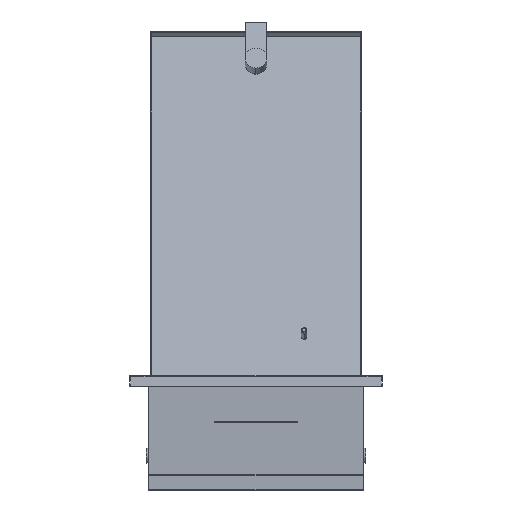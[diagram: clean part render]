
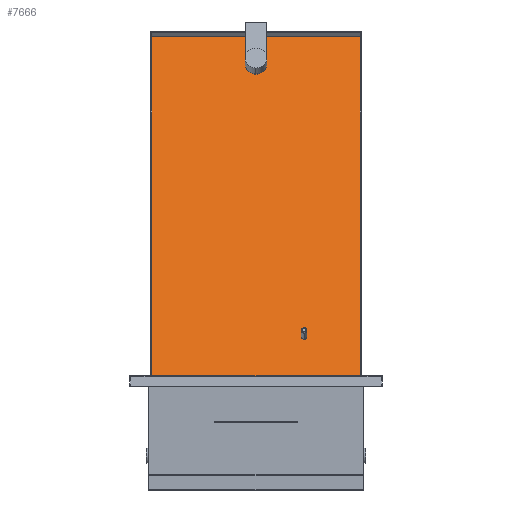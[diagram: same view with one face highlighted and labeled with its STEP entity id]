
A CAD part, left-side view. The second image highlights one B-rep face of the part: STEP entity #7666.
In plain terms, the highlighted face is planar.
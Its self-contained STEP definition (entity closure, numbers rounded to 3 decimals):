
#115 = CARTESIAN_POINT ( 'NONE',  ( 135., -50.5, -1. ) ) ;
#312 = EDGE_LOOP ( 'NONE', ( #7598, #10380 ) ) ;
#516 = CARTESIAN_POINT ( 'NONE',  ( -178.5, 0., -1. ) ) ;
#940 = VERTEX_POINT ( 'NONE', #2019 ) ;
#1230 = DIRECTION ( 'NONE',  ( 0., 0., 1. ) ) ;
#1303 = VECTOR ( 'NONE', #6338, 1000. ) ;
#1434 = EDGE_CURVE ( 'NONE', #940, #9299, #10498, .T. ) ;
#1724 = CIRCLE ( 'NONE', #1966, 3. ) ;
#1860 = PLANE ( 'NONE',  #2312 ) ;
#1966 = AXIS2_PLACEMENT_3D ( 'NONE', #11264, #12962, #11681 ) ;
#2019 = CARTESIAN_POINT ( 'NONE',  ( -197., 109.5, -1. ) ) ;
#2219 = CARTESIAN_POINT ( 'NONE',  ( 0., -109.5, -1. ) ) ;
#2263 = FACE_BOUND ( 'NONE', #312, .T. ) ;
#2312 = AXIS2_PLACEMENT_3D ( 'NONE', #8944, #1230, #11317 ) ;
#2393 = AXIS2_PLACEMENT_3D ( 'NONE', #6155, #3600, #10502 ) ;
#2758 = CARTESIAN_POINT ( 'NONE',  ( 197., 109.5, -1. ) ) ;
#2796 = LINE ( 'NONE', #10149, #8133 ) ;
#3008 = CIRCLE ( 'NONE', #5544, 11.5 ) ;
#3600 = DIRECTION ( 'NONE',  ( 0., 0., -1. ) ) ;
#3612 = CARTESIAN_POINT ( 'NONE',  ( -197., -109.5, -1. ) ) ;
#3703 = VECTOR ( 'NONE', #7131, 1000. ) ;
#3730 = LINE ( 'NONE', #10639, #3703 ) ;
#3798 = ORIENTED_EDGE ( 'NONE', *, *, #13186, .T. ) ;
#3833 = DIRECTION ( 'NONE',  ( 1., 0., 0. ) ) ;
#4102 = ORIENTED_EDGE ( 'NONE', *, *, #5669, .F. ) ;
#4206 = FACE_BOUND ( 'NONE', #8477, .T. ) ;
#4370 = VERTEX_POINT ( 'NONE', #115 ) ;
#4836 = ORIENTED_EDGE ( 'NONE', *, *, #1434, .F. ) ;
#5204 = CARTESIAN_POINT ( 'NONE',  ( 197., -109.5, -1. ) ) ;
#5544 = AXIS2_PLACEMENT_3D ( 'NONE', #12201, #12423, #3833 ) ;
#5669 = EDGE_CURVE ( 'NONE', #9299, #13099, #13185, .T. ) ;
#5786 = DIRECTION ( 'NONE',  ( 0., 1., 0. ) ) ;
#6155 = CARTESIAN_POINT ( 'NONE',  ( 138., -50.5, -1. ) ) ;
#6286 = VERTEX_POINT ( 'NONE', #11688 ) ;
#6338 = DIRECTION ( 'NONE',  ( 0., -1., 0. ) ) ;
#6521 = ORIENTED_EDGE ( 'NONE', *, *, #10715, .T. ) ;
#6709 = DIRECTION ( 'NONE',  ( 1., 0., 0. ) ) ;
#6890 = VERTEX_POINT ( 'NONE', #2758 ) ;
#7131 = DIRECTION ( 'NONE',  ( -1., 0., 0. ) ) ;
#7318 = DIRECTION ( 'NONE',  ( 1., 0., 0. ) ) ;
#7598 = ORIENTED_EDGE ( 'NONE', *, *, #11594, .F. ) ;
#7666 = ADVANCED_FACE ( 'NONE', ( #4206, #11739, #2263 ), #1860, .F. ) ;
#7714 = VECTOR ( 'NONE', #6709, 1000. ) ;
#8133 = VECTOR ( 'NONE', #5786, 1000. ) ;
#8474 = CIRCLE ( 'NONE', #12222, 11.5 ) ;
#8477 = EDGE_LOOP ( 'NONE', ( #6521, #3798 ) ) ;
#8607 = EDGE_CURVE ( 'NONE', #4370, #11027, #1724, .T. ) ;
#8685 = EDGE_CURVE ( 'NONE', #6890, #940, #3730, .T. ) ;
#8944 = CARTESIAN_POINT ( 'NONE',  ( 0., 0., -1. ) ) ;
#9299 = VERTEX_POINT ( 'NONE', #3612 ) ;
#9332 = CARTESIAN_POINT ( 'NONE',  ( 141., -50.5, -1. ) ) ;
#9632 = CARTESIAN_POINT ( 'NONE',  ( -197., 0., -1. ) ) ;
#10149 = CARTESIAN_POINT ( 'NONE',  ( 197., 0., -1. ) ) ;
#10380 = ORIENTED_EDGE ( 'NONE', *, *, #8607, .F. ) ;
#10498 = LINE ( 'NONE', #9632, #1303 ) ;
#10502 = DIRECTION ( 'NONE',  ( 1., 0., 0. ) ) ;
#10639 = CARTESIAN_POINT ( 'NONE',  ( 0., 109.5, -1. ) ) ;
#10715 = EDGE_CURVE ( 'NONE', #6286, #12082, #3008, .T. ) ;
#11027 = VERTEX_POINT ( 'NONE', #9332 ) ;
#11264 = CARTESIAN_POINT ( 'NONE',  ( 138., -50.5, -1. ) ) ;
#11317 = DIRECTION ( 'NONE',  ( 1., 0., 0. ) ) ;
#11417 = ORIENTED_EDGE ( 'NONE', *, *, #8685, .F. ) ;
#11581 = EDGE_LOOP ( 'NONE', ( #4836, #11417, #12148, #4102 ) ) ;
#11594 = EDGE_CURVE ( 'NONE', #11027, #4370, #11777, .T. ) ;
#11681 = DIRECTION ( 'NONE',  ( 1., 0., 0. ) ) ;
#11688 = CARTESIAN_POINT ( 'NONE',  ( -155.5, 0., -1. ) ) ;
#11739 = FACE_OUTER_BOUND ( 'NONE', #11581, .T. ) ;
#11777 = CIRCLE ( 'NONE', #2393, 3. ) ;
#12072 = CARTESIAN_POINT ( 'NONE',  ( -167., 0., -1. ) ) ;
#12082 = VERTEX_POINT ( 'NONE', #516 ) ;
#12148 = ORIENTED_EDGE ( 'NONE', *, *, #12910, .F. ) ;
#12201 = CARTESIAN_POINT ( 'NONE',  ( -167., 0., -1. ) ) ;
#12222 = AXIS2_PLACEMENT_3D ( 'NONE', #12072, #12694, #7318 ) ;
#12423 = DIRECTION ( 'NONE',  ( 0., 0., 1. ) ) ;
#12694 = DIRECTION ( 'NONE',  ( 0., 0., 1. ) ) ;
#12910 = EDGE_CURVE ( 'NONE', #13099, #6890, #2796, .T. ) ;
#12962 = DIRECTION ( 'NONE',  ( 0., 0., -1. ) ) ;
#13099 = VERTEX_POINT ( 'NONE', #5204 ) ;
#13185 = LINE ( 'NONE', #2219, #7714 ) ;
#13186 = EDGE_CURVE ( 'NONE', #12082, #6286, #8474, .T. ) ;
